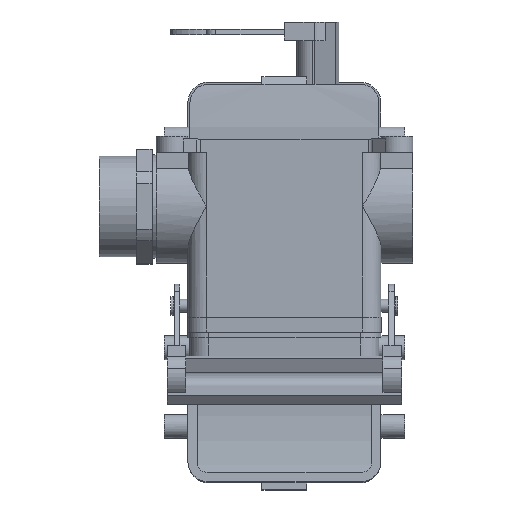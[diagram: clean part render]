
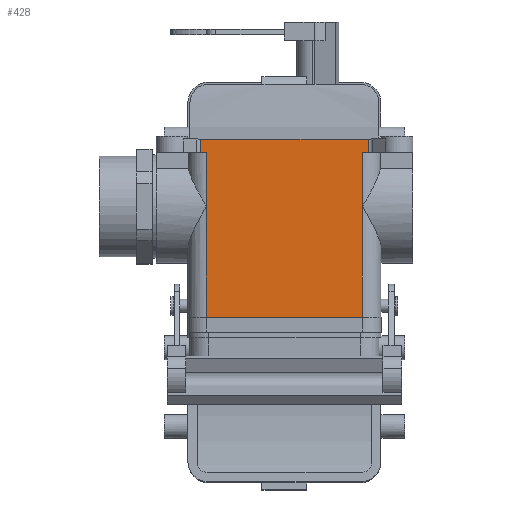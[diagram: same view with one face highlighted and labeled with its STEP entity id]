
A CAD part, top view. The second image highlights one B-rep face of the part: STEP entity #428.
In plain terms, the highlighted planar face has unit normal (0, 0, 1).
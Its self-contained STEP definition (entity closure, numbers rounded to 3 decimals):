
#428 = ADVANCED_FACE( '', ( #1056 ), #1057, .F. );
#1056 = FACE_OUTER_BOUND( '', #1934, .T. );
#1057 = PLANE( '', #1935 );
#1934 = EDGE_LOOP( '', ( #3120, #3121, #3122, #3123, #3124, #3125, #3126, #3127, #3128, #3129 ) );
#1935 = AXIS2_PLACEMENT_3D( '', #3130, #3131, #3132 );
#3120 = ORIENTED_EDGE( '', *, *, #5289, .T. );
#3121 = ORIENTED_EDGE( '', *, *, #5290, .F. );
#3122 = ORIENTED_EDGE( '', *, *, #5291, .F. );
#3123 = ORIENTED_EDGE( '', *, *, #5292, .F. );
#3124 = ORIENTED_EDGE( '', *, *, #5293, .F. );
#3125 = ORIENTED_EDGE( '', *, *, #5294, .T. );
#3126 = ORIENTED_EDGE( '', *, *, #5295, .T. );
#3127 = ORIENTED_EDGE( '', *, *, #5296, .T. );
#3128 = ORIENTED_EDGE( '', *, *, #5297, .F. );
#3129 = ORIENTED_EDGE( '', *, *, #5285, .T. );
#3130 = CARTESIAN_POINT( '', ( 32.515, -5., 21.5 ) );
#3131 = DIRECTION( '', ( 0., 0., -1. ) );
#3132 = DIRECTION( '', ( -1., 0., 0. ) );
#5285 = EDGE_CURVE( '', #6425, #5963, #6426, .T. );
#5289 = EDGE_CURVE( '', #5963, #6431, #6432, .T. );
#5290 = EDGE_CURVE( '', #6433, #6431, #6434, .T. );
#5291 = EDGE_CURVE( '', #6435, #6433, #6436, .T. );
#5292 = EDGE_CURVE( '', #6437, #6435, #6438, .T. );
#5293 = EDGE_CURVE( '', #6439, #6437, #6440, .T. );
#5294 = EDGE_CURVE( '', #6439, #6441, #6442, .T. );
#5295 = EDGE_CURVE( '', #6441, #6443, #6444, .T. );
#5296 = EDGE_CURVE( '', #6443, #6445, #6446, .F. );
#5297 = EDGE_CURVE( '', #6425, #6445, #6447, .T. );
#5963 = VERTEX_POINT( '', #7395 );
#6425 = VERTEX_POINT( '', #8087 );
#6426 = LINE( '', #8088, #8089 );
#6431 = VERTEX_POINT( '', #8095 );
#6432 = LINE( '', #8096, #8097 );
#6433 = VERTEX_POINT( '', #8098 );
#6434 = LINE( '', #8099, #8100 );
#6435 = VERTEX_POINT( '', #8101 );
#6436 = LINE( '', #8102, #8103 );
#6437 = VERTEX_POINT( '', #8104 );
#6438 = LINE( '', #8105, #8106 );
#6439 = VERTEX_POINT( '', #8107 );
#6440 = LINE( '', #8108, #8109 );
#6441 = VERTEX_POINT( '', #8110 );
#6442 = LINE( '', #8111, #8112 );
#6443 = VERTEX_POINT( '', #8113 );
#6444 = LINE( '', #8114, #8115 );
#6445 = VERTEX_POINT( '', #8116 );
#6446 = LINE( '', #8117, #8118 );
#6447 = LINE( '', #8119, #8120 );
#7395 = CARTESIAN_POINT( '', ( -29.5, -25.5, 21.5 ) );
#8087 = CARTESIAN_POINT( '', ( -29.5, -5., 21.5 ) );
#8088 = CARTESIAN_POINT( '', ( -29.5, 64.704, 21.5 ) );
#8089 = VECTOR( '', #9902, 1000. );
#8095 = CARTESIAN_POINT( '', ( -29.5, -67.4, 21.5 ) );
#8096 = CARTESIAN_POINT( '', ( -29.5, 64.704, 21.5 ) );
#8097 = VECTOR( '', #9907, 1000. );
#8098 = CARTESIAN_POINT( '', ( 29.5, -67.4, 21.5 ) );
#8099 = CARTESIAN_POINT( '', ( -29.5, -67.4, 21.5 ) );
#8100 = VECTOR( '', #9908, 1000. );
#8101 = CARTESIAN_POINT( '', ( 29.5, -25.5, 21.5 ) );
#8102 = CARTESIAN_POINT( '', ( 29.5, 64.704, 21.5 ) );
#8103 = VECTOR( '', #9909, 1000. );
#8104 = CARTESIAN_POINT( '', ( 29.5, -5., 21.5 ) );
#8105 = CARTESIAN_POINT( '', ( 29.5, 64.704, 21.5 ) );
#8106 = VECTOR( '', #9910, 1000. );
#8107 = CARTESIAN_POINT( '', ( 31.686, -5., 21.5 ) );
#8108 = CARTESIAN_POINT( '', ( 32.515, -5., 21.5 ) );
#8109 = VECTOR( '', #9911, 1000. );
#8110 = CARTESIAN_POINT( '', ( 31.686, 0., 21.5 ) );
#8111 = CARTESIAN_POINT( '', ( 31.686, 0., 21.5 ) );
#8112 = VECTOR( '', #9912, 1000. );
#8113 = CARTESIAN_POINT( '', ( -31.686, 0., 21.5 ) );
#8114 = CARTESIAN_POINT( '', ( 32.515, 0., 21.5 ) );
#8115 = VECTOR( '', #9913, 1000. );
#8116 = CARTESIAN_POINT( '', ( -31.686, -5., 21.5 ) );
#8117 = CARTESIAN_POINT( '', ( -31.686, -5., 21.5 ) );
#8118 = VECTOR( '', #9914, 1000. );
#8119 = CARTESIAN_POINT( '', ( 32.515, -5., 21.5 ) );
#8120 = VECTOR( '', #9915, 1000. );
#9902 = DIRECTION( '', ( 0., -1., 0. ) );
#9907 = DIRECTION( '', ( 0., -1., 0. ) );
#9908 = DIRECTION( '', ( -1., 0., 0. ) );
#9909 = DIRECTION( '', ( 0., -1., 0. ) );
#9910 = DIRECTION( '', ( 0., -1., 0. ) );
#9911 = DIRECTION( '', ( -1., 0., 0. ) );
#9912 = DIRECTION( '', ( 0., 1., 0. ) );
#9913 = DIRECTION( '', ( -1., 0., 0. ) );
#9914 = DIRECTION( '', ( 0., 1., 0. ) );
#9915 = DIRECTION( '', ( -1., 0., 0. ) );
